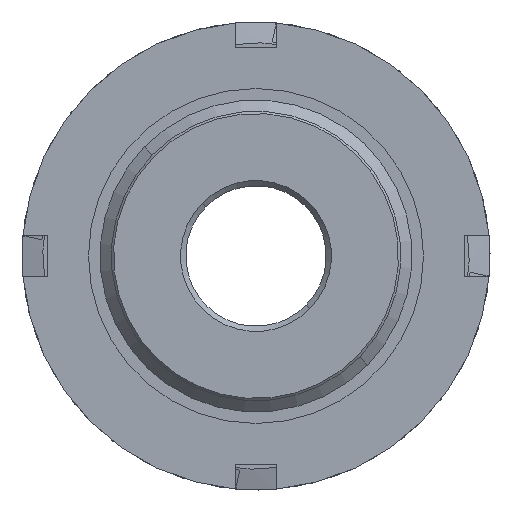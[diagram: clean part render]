
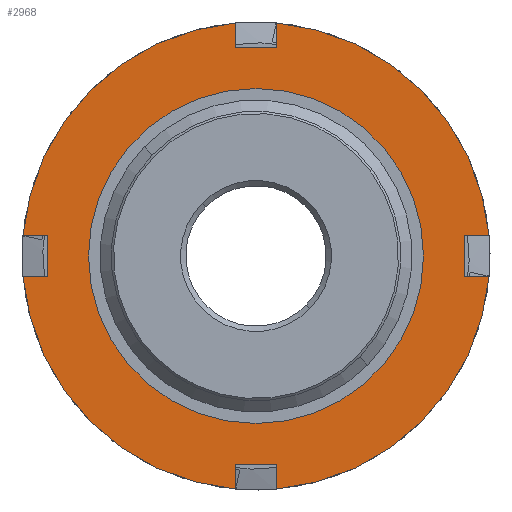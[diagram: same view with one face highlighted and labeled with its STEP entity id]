
A CAD part, front view. The second image highlights one B-rep face of the part: STEP entity #2968.
In plain terms, the highlighted planar face has unit normal (0, -1, 0).
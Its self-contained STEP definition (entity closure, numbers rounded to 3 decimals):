
#13 = EDGE_CURVE ( 'NONE', #31, #3084, #2126, .T. ) ;
#14 = DIRECTION ( 'NONE',  ( 0., 0., 1. ) ) ;
#25 = VERTEX_POINT ( 'NONE', #771 ) ;
#31 = VERTEX_POINT ( 'NONE', #1383 ) ;
#35 = CARTESIAN_POINT ( 'NONE',  ( 2., -37., -22.411 ) ) ;
#53 = VECTOR ( 'NONE', #2656, 1000. ) ;
#82 = PLANE ( 'NONE',  #1226 ) ;
#111 = CARTESIAN_POINT ( 'NONE',  ( -20., -37., 2. ) ) ;
#163 = VERTEX_POINT ( 'NONE', #3433 ) ;
#171 = VECTOR ( 'NONE', #2176, 1000. ) ;
#184 = CARTESIAN_POINT ( 'NONE',  ( -2., -37., -20. ) ) ;
#205 = DIRECTION ( 'NONE',  ( 1., 0., 0. ) ) ;
#218 = CARTESIAN_POINT ( 'NONE',  ( 16.1, -37., -2. ) ) ;
#419 = ORIENTED_EDGE ( 'NONE', *, *, #867, .F. ) ;
#441 = DIRECTION ( 'NONE',  ( 0., 1., 0. ) ) ;
#529 = DIRECTION ( 'NONE',  ( 0., 1., 0. ) ) ;
#535 = LINE ( 'NONE', #885, #2214 ) ;
#557 = ORIENTED_EDGE ( 'NONE', *, *, #1933, .F. ) ;
#558 = EDGE_CURVE ( 'NONE', #3658, #1362, #3742, .T. ) ;
#603 = ORIENTED_EDGE ( 'NONE', *, *, #2529, .T. ) ;
#622 = DIRECTION ( 'NONE',  ( 0., 1., 0. ) ) ;
#683 = CARTESIAN_POINT ( 'NONE',  ( 16.1, -37., 2. ) ) ;
#686 = CIRCLE ( 'NONE', #1367, 22.5 ) ;
#709 = AXIS2_PLACEMENT_3D ( 'NONE', #2187, #2508, #1273 ) ;
#716 = VERTEX_POINT ( 'NONE', #2417 ) ;
#731 = CARTESIAN_POINT ( 'NONE',  ( 20., -37., 2. ) ) ;
#771 = CARTESIAN_POINT ( 'NONE',  ( 0., -37., 16.1 ) ) ;
#777 = DIRECTION ( 'NONE',  ( 0., 0., 1. ) ) ;
#804 = EDGE_CURVE ( 'NONE', #2178, #1565, #686, .T. ) ;
#858 = AXIS2_PLACEMENT_3D ( 'NONE', #1860, #622, #1555 ) ;
#867 = EDGE_CURVE ( 'NONE', #3084, #163, #1645, .T. ) ;
#877 = DIRECTION ( 'NONE',  ( 1., 0., 0. ) ) ;
#885 = CARTESIAN_POINT ( 'NONE',  ( 2., -37., 0. ) ) ;
#914 = EDGE_CURVE ( 'NONE', #3658, #1962, #3346, .T. ) ;
#920 = FACE_OUTER_BOUND ( 'NONE', #2594, .T. ) ;
#931 = VERTEX_POINT ( 'NONE', #731 ) ;
#934 = CARTESIAN_POINT ( 'NONE',  ( 2., -37., 22.411 ) ) ;
#977 = DIRECTION ( 'NONE',  ( 0., 1., 0. ) ) ;
#989 = LINE ( 'NONE', #3619, #2828 ) ;
#995 = LINE ( 'NONE', #2623, #3911 ) ;
#1003 = DIRECTION ( 'NONE',  ( 0., 0., 1. ) ) ;
#1025 = EDGE_CURVE ( 'NONE', #25, #1225, #1779, .T. ) ;
#1088 = LINE ( 'NONE', #683, #171 ) ;
#1121 = ORIENTED_EDGE ( 'NONE', *, *, #2628, .F. ) ;
#1138 = ORIENTED_EDGE ( 'NONE', *, *, #1758, .F. ) ;
#1145 = DIRECTION ( 'NONE',  ( 0., 0., 1. ) ) ;
#1147 = ORIENTED_EDGE ( 'NONE', *, *, #2309, .T. ) ;
#1225 = VERTEX_POINT ( 'NONE', #3650 ) ;
#1226 = AXIS2_PLACEMENT_3D ( 'NONE', #2557, #977, #1898 ) ;
#1273 = DIRECTION ( 'NONE',  ( 0., 0., 1. ) ) ;
#1290 = AXIS2_PLACEMENT_3D ( 'NONE', #3849, #2298, #777 ) ;
#1294 = DIRECTION ( 'NONE',  ( 0., 1., 0. ) ) ;
#1362 = VERTEX_POINT ( 'NONE', #2612 ) ;
#1365 = CARTESIAN_POINT ( 'NONE',  ( 0., -37., 0. ) ) ;
#1367 = AXIS2_PLACEMENT_3D ( 'NONE', #2844, #1294, #1003 ) ;
#1383 = CARTESIAN_POINT ( 'NONE',  ( -22.411, -37., 2. ) ) ;
#1432 = EDGE_CURVE ( 'NONE', #3430, #4021, #3050, .T. ) ;
#1446 = CARTESIAN_POINT ( 'NONE',  ( 20., -37., -2. ) ) ;
#1555 = DIRECTION ( 'NONE',  ( 0., 0., 1. ) ) ;
#1565 = VERTEX_POINT ( 'NONE', #3705 ) ;
#1568 = VERTEX_POINT ( 'NONE', #3990 ) ;
#1591 = VECTOR ( 'NONE', #3881, 1000. ) ;
#1607 = CARTESIAN_POINT ( 'NONE',  ( -20., -37., -2. ) ) ;
#1619 = VECTOR ( 'NONE', #1677, 1000. ) ;
#1621 = EDGE_LOOP ( 'NONE', ( #3909, #2669 ) ) ;
#1642 = EDGE_CURVE ( 'NONE', #1225, #25, #3152, .T. ) ;
#1645 = LINE ( 'NONE', #1680, #2220 ) ;
#1677 = DIRECTION ( 'NONE',  ( 1., 0., 0. ) ) ;
#1680 = CARTESIAN_POINT ( 'NONE',  ( -2., -37., 0. ) ) ;
#1697 = CARTESIAN_POINT ( 'NONE',  ( -2., -37., 0. ) ) ;
#1719 = CARTESIAN_POINT ( 'NONE',  ( -2., -37., 22.411 ) ) ;
#1741 = DIRECTION ( 'NONE',  ( -1., 0., 0. ) ) ;
#1745 = ORIENTED_EDGE ( 'NONE', *, *, #558, .F. ) ;
#1754 = CARTESIAN_POINT ( 'NONE',  ( -2., -37., -22.411 ) ) ;
#1758 = EDGE_CURVE ( 'NONE', #716, #2720, #2904, .T. ) ;
#1774 = VECTOR ( 'NONE', #2473, 1000. ) ;
#1779 = CIRCLE ( 'NONE', #3027, 16.1 ) ;
#1823 = CARTESIAN_POINT ( 'NONE',  ( 2., -37., 20. ) ) ;
#1860 = CARTESIAN_POINT ( 'NONE',  ( 0., -37., 0. ) ) ;
#1898 = DIRECTION ( 'NONE',  ( 0., 0., 1. ) ) ;
#1933 = EDGE_CURVE ( 'NONE', #2720, #1568, #995, .T. ) ;
#1941 = EDGE_CURVE ( 'NONE', #31, #3430, #2443, .T. ) ;
#1962 = VERTEX_POINT ( 'NONE', #184 ) ;
#1965 = DIRECTION ( 'NONE',  ( 0., 0., 1. ) ) ;
#2021 = FACE_BOUND ( 'NONE', #1621, .T. ) ;
#2043 = VERTEX_POINT ( 'NONE', #1446 ) ;
#2126 = CIRCLE ( 'NONE', #3097, 22.5 ) ;
#2176 = DIRECTION ( 'NONE',  ( -1., 0., 0. ) ) ;
#2178 = VERTEX_POINT ( 'NONE', #934 ) ;
#2187 = CARTESIAN_POINT ( 'NONE',  ( 0., -37., 0. ) ) ;
#2214 = VECTOR ( 'NONE', #3988, 1000. ) ;
#2220 = VECTOR ( 'NONE', #2257, 1000. ) ;
#2250 = ORIENTED_EDGE ( 'NONE', *, *, #3727, .T. ) ;
#2257 = DIRECTION ( 'NONE',  ( 0., 0., -1. ) ) ;
#2288 = VERTEX_POINT ( 'NONE', #1823 ) ;
#2298 = DIRECTION ( 'NONE',  ( 0., 1., 0. ) ) ;
#2302 = EDGE_CURVE ( 'NONE', #1565, #931, #1088, .T. ) ;
#2309 = EDGE_CURVE ( 'NONE', #2043, #931, #3370, .T. ) ;
#2372 = CARTESIAN_POINT ( 'NONE',  ( 0., -37., 0. ) ) ;
#2417 = CARTESIAN_POINT ( 'NONE',  ( 22.411, -37., -2. ) ) ;
#2431 = ORIENTED_EDGE ( 'NONE', *, *, #804, .F. ) ;
#2443 = LINE ( 'NONE', #2910, #1619 ) ;
#2473 = DIRECTION ( 'NONE',  ( -1., 0., 0. ) ) ;
#2479 = LINE ( 'NONE', #218, #2625 ) ;
#2508 = DIRECTION ( 'NONE',  ( 0., 1., 0. ) ) ;
#2529 = EDGE_CURVE ( 'NONE', #1962, #1568, #989, .T. ) ;
#2541 = VECTOR ( 'NONE', #14, 1000. ) ;
#2557 = CARTESIAN_POINT ( 'NONE',  ( 16.1, -37., 0. ) ) ;
#2594 = EDGE_LOOP ( 'NONE', ( #1121, #1745, #3878, #603, #557, #1138, #3400, #1147, #3285, #2431, #2250, #3711, #419, #2918, #3474, #2826 ) ) ;
#2612 = CARTESIAN_POINT ( 'NONE',  ( -22.411, -37., -2. ) ) ;
#2623 = CARTESIAN_POINT ( 'NONE',  ( 2., -37., 0. ) ) ;
#2625 = VECTOR ( 'NONE', #877, 1000. ) ;
#2628 = EDGE_CURVE ( 'NONE', #1362, #4021, #2479, .T. ) ;
#2656 = DIRECTION ( 'NONE',  ( 0., 0., -1. ) ) ;
#2669 = ORIENTED_EDGE ( 'NONE', *, *, #1642, .T. ) ;
#2701 = LINE ( 'NONE', #3198, #3341 ) ;
#2720 = VERTEX_POINT ( 'NONE', #35 ) ;
#2826 = ORIENTED_EDGE ( 'NONE', *, *, #1432, .T. ) ;
#2828 = VECTOR ( 'NONE', #205, 1000. ) ;
#2844 = CARTESIAN_POINT ( 'NONE',  ( 0., -37., 0. ) ) ;
#2904 = CIRCLE ( 'NONE', #709, 22.5 ) ;
#2910 = CARTESIAN_POINT ( 'NONE',  ( 16.1, -37., 2. ) ) ;
#2918 = ORIENTED_EDGE ( 'NONE', *, *, #13, .F. ) ;
#2968 = ADVANCED_FACE ( 'NONE', ( #2021, #920 ), #82, .F. ) ;
#3003 = CARTESIAN_POINT ( 'NONE',  ( -20., -37., 0. ) ) ;
#3027 = AXIS2_PLACEMENT_3D ( 'NONE', #2372, #529, #1145 ) ;
#3050 = LINE ( 'NONE', #3003, #53 ) ;
#3084 = VERTEX_POINT ( 'NONE', #1719 ) ;
#3096 = CARTESIAN_POINT ( 'NONE',  ( 20., -37., 0. ) ) ;
#3097 = AXIS2_PLACEMENT_3D ( 'NONE', #1365, #441, #3243 ) ;
#3152 = CIRCLE ( 'NONE', #858, 16.1 ) ;
#3198 = CARTESIAN_POINT ( 'NONE',  ( 16.1, -37., -2. ) ) ;
#3243 = DIRECTION ( 'NONE',  ( 0., 0., 1. ) ) ;
#3285 = ORIENTED_EDGE ( 'NONE', *, *, #2302, .F. ) ;
#3341 = VECTOR ( 'NONE', #1741, 1000. ) ;
#3346 = LINE ( 'NONE', #1697, #1591 ) ;
#3370 = LINE ( 'NONE', #3096, #2541 ) ;
#3400 = ORIENTED_EDGE ( 'NONE', *, *, #3580, .T. ) ;
#3430 = VERTEX_POINT ( 'NONE', #111 ) ;
#3433 = CARTESIAN_POINT ( 'NONE',  ( -2., -37., 20. ) ) ;
#3434 = CARTESIAN_POINT ( 'NONE',  ( 0., -37., 20. ) ) ;
#3474 = ORIENTED_EDGE ( 'NONE', *, *, #1941, .T. ) ;
#3580 = EDGE_CURVE ( 'NONE', #716, #2043, #2701, .T. ) ;
#3619 = CARTESIAN_POINT ( 'NONE',  ( 0., -37., -20. ) ) ;
#3650 = CARTESIAN_POINT ( 'NONE',  ( 0., -37., -16.1 ) ) ;
#3658 = VERTEX_POINT ( 'NONE', #1754 ) ;
#3705 = CARTESIAN_POINT ( 'NONE',  ( 22.411, -37., 2. ) ) ;
#3711 = ORIENTED_EDGE ( 'NONE', *, *, #3813, .T. ) ;
#3727 = EDGE_CURVE ( 'NONE', #2178, #2288, #535, .T. ) ;
#3742 = CIRCLE ( 'NONE', #1290, 22.5 ) ;
#3813 = EDGE_CURVE ( 'NONE', #2288, #163, #3879, .T. ) ;
#3849 = CARTESIAN_POINT ( 'NONE',  ( 0., -37., 0. ) ) ;
#3878 = ORIENTED_EDGE ( 'NONE', *, *, #914, .T. ) ;
#3879 = LINE ( 'NONE', #3434, #1774 ) ;
#3881 = DIRECTION ( 'NONE',  ( 0., 0., 1. ) ) ;
#3909 = ORIENTED_EDGE ( 'NONE', *, *, #1025, .T. ) ;
#3911 = VECTOR ( 'NONE', #1965, 1000. ) ;
#3988 = DIRECTION ( 'NONE',  ( 0., 0., -1. ) ) ;
#3990 = CARTESIAN_POINT ( 'NONE',  ( 2., -37., -20. ) ) ;
#4021 = VERTEX_POINT ( 'NONE', #1607 ) ;
